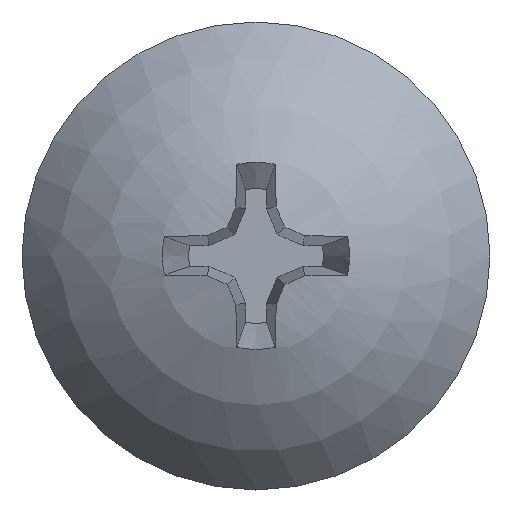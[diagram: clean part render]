
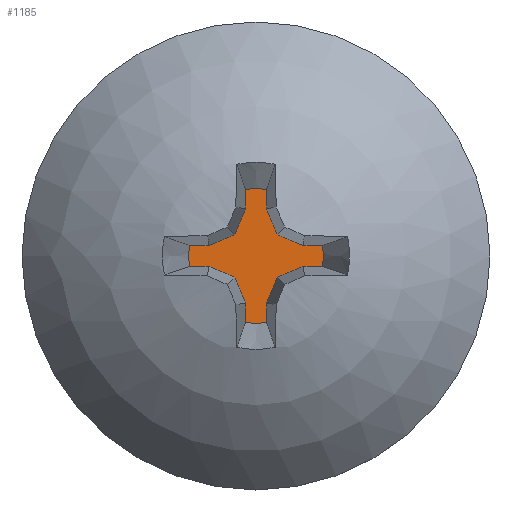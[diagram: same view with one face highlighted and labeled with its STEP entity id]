
A CAD part, top view. The second image highlights one B-rep face of the part: STEP entity #1185.
In plain terms, the highlighted planar face has unit normal (0, 0, 1).
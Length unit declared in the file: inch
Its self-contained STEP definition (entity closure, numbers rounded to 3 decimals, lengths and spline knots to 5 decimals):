
#41=PLANE('',#1278);
#107=FACE_OUTER_BOUND('',#173,.T.);
#173=EDGE_LOOP('',(#889,#890,#891,#892,#893,#894,#895,#896,#897,#898,#899,
#900,#901,#902,#903,#904,#905,#906,#907,#908));
#209=CIRCLE('',#1279,0.06436);
#210=CIRCLE('',#1280,0.06436);
#211=CIRCLE('',#1281,0.06436);
#212=CIRCLE('',#1282,0.06436);
#350=LINE('',#2901,#414);
#351=LINE('',#2903,#415);
#352=LINE('',#2905,#416);
#353=LINE('',#2907,#417);
#354=LINE('',#2911,#418);
#355=LINE('',#2913,#419);
#356=LINE('',#2915,#420);
#357=LINE('',#2917,#421);
#358=LINE('',#2921,#422);
#359=LINE('',#2923,#423);
#360=LINE('',#2925,#424);
#361=LINE('',#2927,#425);
#362=LINE('',#2931,#426);
#363=LINE('',#2933,#427);
#364=LINE('',#2935,#428);
#365=LINE('',#2936,#429);
#414=VECTOR('',#1457,0.01869);
#415=VECTOR('',#1458,0.02655);
#416=VECTOR('',#1459,0.02655);
#417=VECTOR('',#1460,0.01869);
#418=VECTOR('',#1463,0.01869);
#419=VECTOR('',#1464,0.02655);
#420=VECTOR('',#1465,0.02655);
#421=VECTOR('',#1466,0.01869);
#422=VECTOR('',#1469,0.01869);
#423=VECTOR('',#1470,0.02655);
#424=VECTOR('',#1471,0.02655);
#425=VECTOR('',#1472,0.01869);
#426=VECTOR('',#1475,0.01869);
#427=VECTOR('',#1476,0.02655);
#428=VECTOR('',#1477,0.02655);
#429=VECTOR('',#1478,0.01869);
#519=VERTEX_POINT('',#2897);
#520=VERTEX_POINT('',#2898);
#521=VERTEX_POINT('',#2900);
#522=VERTEX_POINT('',#2902);
#523=VERTEX_POINT('',#2904);
#524=VERTEX_POINT('',#2906);
#525=VERTEX_POINT('',#2908);
#526=VERTEX_POINT('',#2910);
#527=VERTEX_POINT('',#2912);
#528=VERTEX_POINT('',#2914);
#529=VERTEX_POINT('',#2916);
#530=VERTEX_POINT('',#2918);
#531=VERTEX_POINT('',#2920);
#532=VERTEX_POINT('',#2922);
#533=VERTEX_POINT('',#2924);
#534=VERTEX_POINT('',#2926);
#535=VERTEX_POINT('',#2928);
#536=VERTEX_POINT('',#2930);
#537=VERTEX_POINT('',#2932);
#538=VERTEX_POINT('',#2934);
#673=EDGE_CURVE('',#519,#520,#209,.T.);
#674=EDGE_CURVE('',#520,#521,#350,.F.);
#675=EDGE_CURVE('',#521,#522,#351,.F.);
#676=EDGE_CURVE('',#522,#523,#352,.F.);
#677=EDGE_CURVE('',#523,#524,#353,.F.);
#678=EDGE_CURVE('',#524,#525,#210,.T.);
#679=EDGE_CURVE('',#525,#526,#354,.F.);
#680=EDGE_CURVE('',#526,#527,#355,.F.);
#681=EDGE_CURVE('',#527,#528,#356,.F.);
#682=EDGE_CURVE('',#528,#529,#357,.F.);
#683=EDGE_CURVE('',#529,#530,#211,.T.);
#684=EDGE_CURVE('',#530,#531,#358,.F.);
#685=EDGE_CURVE('',#531,#532,#359,.F.);
#686=EDGE_CURVE('',#532,#533,#360,.F.);
#687=EDGE_CURVE('',#533,#534,#361,.F.);
#688=EDGE_CURVE('',#534,#535,#212,.T.);
#689=EDGE_CURVE('',#535,#536,#362,.F.);
#690=EDGE_CURVE('',#536,#537,#363,.F.);
#691=EDGE_CURVE('',#537,#538,#364,.F.);
#692=EDGE_CURVE('',#538,#519,#365,.F.);
#889=ORIENTED_EDGE('',*,*,#673,.T.);
#890=ORIENTED_EDGE('',*,*,#674,.T.);
#891=ORIENTED_EDGE('',*,*,#675,.T.);
#892=ORIENTED_EDGE('',*,*,#676,.T.);
#893=ORIENTED_EDGE('',*,*,#677,.T.);
#894=ORIENTED_EDGE('',*,*,#678,.T.);
#895=ORIENTED_EDGE('',*,*,#679,.T.);
#896=ORIENTED_EDGE('',*,*,#680,.T.);
#897=ORIENTED_EDGE('',*,*,#681,.T.);
#898=ORIENTED_EDGE('',*,*,#682,.T.);
#899=ORIENTED_EDGE('',*,*,#683,.T.);
#900=ORIENTED_EDGE('',*,*,#684,.T.);
#901=ORIENTED_EDGE('',*,*,#685,.T.);
#902=ORIENTED_EDGE('',*,*,#686,.T.);
#903=ORIENTED_EDGE('',*,*,#687,.T.);
#904=ORIENTED_EDGE('',*,*,#688,.T.);
#905=ORIENTED_EDGE('',*,*,#689,.T.);
#906=ORIENTED_EDGE('',*,*,#690,.T.);
#907=ORIENTED_EDGE('',*,*,#691,.T.);
#908=ORIENTED_EDGE('',*,*,#692,.T.);
#1185=ADVANCED_FACE('',(#107),#41,.T.);
#1278=AXIS2_PLACEMENT_3D('',#2896,#1453,#1454);
#1279=AXIS2_PLACEMENT_3D('',#2899,#1455,#1456);
#1280=AXIS2_PLACEMENT_3D('',#2909,#1461,#1462);
#1281=AXIS2_PLACEMENT_3D('',#2919,#1467,#1468);
#1282=AXIS2_PLACEMENT_3D('',#2929,#1473,#1474);
#1453=DIRECTION('center_axis',(0.,0.,1.));
#1454=DIRECTION('ref_axis',(1.,0.,0.));
#1455=DIRECTION('center_axis',(0.,0.,1.));
#1456=DIRECTION('ref_axis',(1.,0.,0.));
#1457=DIRECTION('',(0.,1.,0.));
#1458=DIRECTION('',(0.383,0.924,0.));
#1459=DIRECTION('',(0.924,0.383,0.));
#1460=DIRECTION('',(1.,0.,0.));
#1461=DIRECTION('center_axis',(0.,0.,1.));
#1462=DIRECTION('ref_axis',(1.,0.,0.));
#1463=DIRECTION('',(-1.,0.,0.));
#1464=DIRECTION('',(-0.924,0.383,0.));
#1465=DIRECTION('',(-0.383,0.924,0.));
#1466=DIRECTION('',(0.,1.,0.));
#1467=DIRECTION('center_axis',(0.,0.,1.));
#1468=DIRECTION('ref_axis',(1.,0.,0.));
#1469=DIRECTION('',(0.,-1.,0.));
#1470=DIRECTION('',(-0.383,-0.924,0.));
#1471=DIRECTION('',(-0.924,-0.383,0.));
#1472=DIRECTION('',(-1.,0.,0.));
#1473=DIRECTION('center_axis',(0.,0.,1.));
#1474=DIRECTION('ref_axis',(1.,0.,0.));
#1475=DIRECTION('',(1.,0.,0.));
#1476=DIRECTION('',(0.924,-0.383,0.));
#1477=DIRECTION('',(0.383,-0.924,0.));
#1478=DIRECTION('',(0.,-1.,0.));
#2896=CARTESIAN_POINT('Origin',(0.,0.,0.23081));
#2897=CARTESIAN_POINT('',(0.01017,0.06355,0.23081));
#2898=CARTESIAN_POINT('',(-0.01017,0.06355,0.23081));
#2899=CARTESIAN_POINT('Origin',(0.,0.,0.23081));
#2900=CARTESIAN_POINT('',(-0.01017,0.04486,0.23081));
#2901=CARTESIAN_POINT('',(-0.01017,0.04486,0.23081));
#2902=CARTESIAN_POINT('',(-0.02033,0.02033,0.23081));
#2903=CARTESIAN_POINT('',(-0.02033,0.02033,0.23081));
#2904=CARTESIAN_POINT('',(-0.04486,0.01017,0.23081));
#2905=CARTESIAN_POINT('',(-0.04486,0.01017,0.23081));
#2906=CARTESIAN_POINT('',(-0.06355,0.01017,0.23081));
#2907=CARTESIAN_POINT('',(-0.06355,0.01017,0.23081));
#2908=CARTESIAN_POINT('',(-0.06355,-0.01017,0.23081));
#2909=CARTESIAN_POINT('Origin',(0.,0.,0.23081));
#2910=CARTESIAN_POINT('',(-0.04486,-0.01017,0.23081));
#2911=CARTESIAN_POINT('',(-0.04486,-0.01017,0.23081));
#2912=CARTESIAN_POINT('',(-0.02033,-0.02033,0.23081));
#2913=CARTESIAN_POINT('',(-0.02033,-0.02033,0.23081));
#2914=CARTESIAN_POINT('',(-0.01017,-0.04486,0.23081));
#2915=CARTESIAN_POINT('',(-0.01017,-0.04486,0.23081));
#2916=CARTESIAN_POINT('',(-0.01017,-0.06355,0.23081));
#2917=CARTESIAN_POINT('',(-0.01017,-0.06355,0.23081));
#2918=CARTESIAN_POINT('',(0.01017,-0.06355,0.23081));
#2919=CARTESIAN_POINT('Origin',(0.,0.,0.23081));
#2920=CARTESIAN_POINT('',(0.01017,-0.04486,0.23081));
#2921=CARTESIAN_POINT('',(0.01017,-0.04486,0.23081));
#2922=CARTESIAN_POINT('',(0.02033,-0.02033,0.23081));
#2923=CARTESIAN_POINT('',(0.02033,-0.02033,0.23081));
#2924=CARTESIAN_POINT('',(0.04486,-0.01017,0.23081));
#2925=CARTESIAN_POINT('',(0.04486,-0.01017,0.23081));
#2926=CARTESIAN_POINT('',(0.06355,-0.01017,0.23081));
#2927=CARTESIAN_POINT('',(0.06355,-0.01017,0.23081));
#2928=CARTESIAN_POINT('',(0.06355,0.01017,0.23081));
#2929=CARTESIAN_POINT('Origin',(0.,0.,0.23081));
#2930=CARTESIAN_POINT('',(0.04486,0.01017,0.23081));
#2931=CARTESIAN_POINT('',(0.04486,0.01017,0.23081));
#2932=CARTESIAN_POINT('',(0.02033,0.02033,0.23081));
#2933=CARTESIAN_POINT('',(0.02033,0.02033,0.23081));
#2934=CARTESIAN_POINT('',(0.01017,0.04486,0.23081));
#2935=CARTESIAN_POINT('',(0.01017,0.04486,0.23081));
#2936=CARTESIAN_POINT('',(0.01017,0.06355,0.23081));
